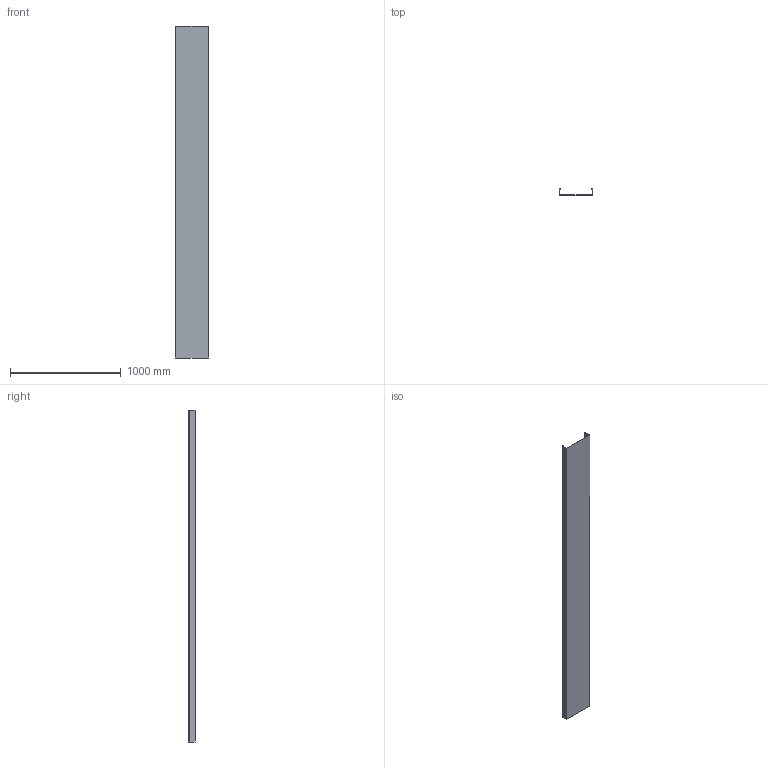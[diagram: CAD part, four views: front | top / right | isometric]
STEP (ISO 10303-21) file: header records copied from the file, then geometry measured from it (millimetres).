
FILE_DESCRIPTION (( 'STEP AP214' ), '1' );
FILE_NAME ('6056757.STEP', '2024-05-31T07:29:14', ( '' ), ( '' ), 'SwSTEP 2.0', 'SolidWorks 2022', '' );
FILE_SCHEMA (( 'AUTOMOTIVE_DESIGN' ));
Length unit declared in the file: millimetre
Products named in the file (1): 6056757
Bounding box: 300 x 61 x 3000 mm (x, y, z)
Volume: 2006940.3 mm3; surface area: 2686258.3 mm2
Topology: 1 solids, 1 shells, 36 faces, 86 edges, 52 vertices
Faces by surface type: plane 30, cylinder 6
Entity records: 1048 total; most frequent: CARTESIAN_POINT 175, DIRECTION 172, ORIENTED_EDGE 172, EDGE_CURVE 86, VECTOR 74, LINE 74, VERTEX_POINT 52, AXIS2_PLACEMENT_3D 49
